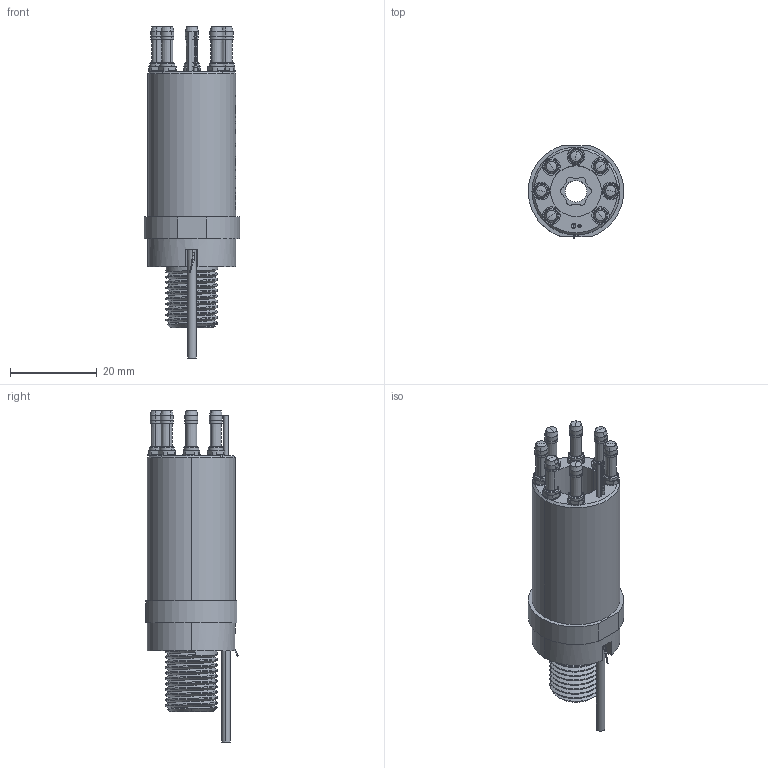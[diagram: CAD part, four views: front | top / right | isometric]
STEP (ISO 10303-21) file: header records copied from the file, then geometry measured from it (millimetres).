
FILE_DESCRIPTION (( 'STEP AP214' ), '1' );
FILE_NAME ('MOD-1115528-HC20D1272STS4.STEP', '2023-09-26T13:07:06', ( '' ), ( '' ), 'SwSTEP 2.0', 'SolidWorks 2020', '' );
FILE_SCHEMA (( 'AUTOMOTIVE_DESIGN' ));
Length unit declared in the file: millimetre
Products named in the file (1): MOD-1115528-HC20D1272STS4
Bounding box: 21.96 x 21.31 x 76.5 mm (x, y, z)
Volume: 12609.7 mm3; surface area: 7501 mm2
Topology: 1 solids, 1 shells, 422 faces, 1090 edges, 713 vertices
Faces by surface type: cylinder 181, plane 131, cone 51, torus 38, sphere 14, bspline 7
Entity records: 30061 total; most frequent: CARTESIAN_POINT 15130, DIRECTION 2346, ORIENTED_EDGE 2182, EDGE_CURVE 1091, AXIS2_PLACEMENT_3D 961, VERTEX_POINT 714, CIRCLE 545, EDGE_LOOP 471
